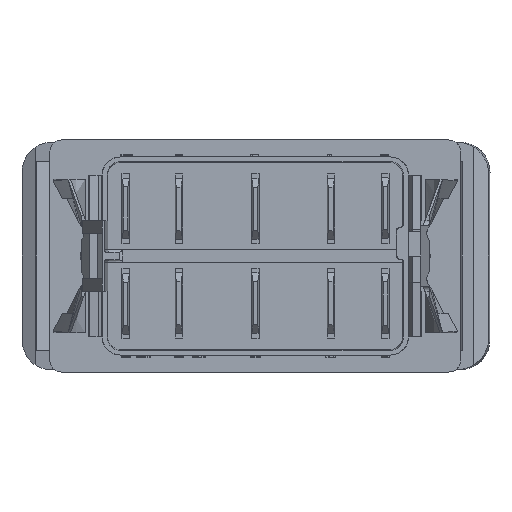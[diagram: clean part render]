
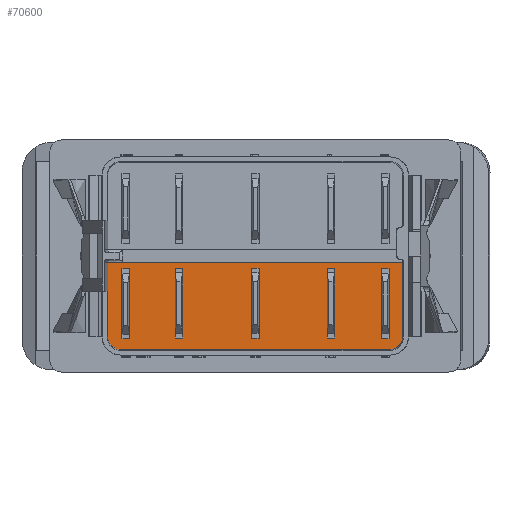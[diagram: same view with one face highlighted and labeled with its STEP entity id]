
A CAD part, front view. The second image highlights one B-rep face of the part: STEP entity #70600.
In plain terms, the highlighted planar face has unit normal (0, -1, 0).
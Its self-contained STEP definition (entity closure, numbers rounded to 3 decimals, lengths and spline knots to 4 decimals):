
#22825=DIRECTION('',(1.,0.,0.));
#22826=VECTOR('',#22825,1.1104);
#22827=CARTESIAN_POINT('',(-0.5552,-0.595,-0.3872));
#22828=LINE('',#22827,#22826);
#22829=DIRECTION('',(0.,0.,-1.));
#22830=VECTOR('',#22829,0.3072);
#22831=CARTESIAN_POINT('',(-0.6102,-0.595,-0.025));
#22832=LINE('',#22831,#22830);
#22833=DIRECTION('',(1.,0.,0.));
#22834=VECTOR('',#22833,1.2203);
#22835=CARTESIAN_POINT('',(-0.6102,-0.595,-0.025));
#22836=LINE('',#22835,#22834);
#22837=DIRECTION('',(0.,0.,1.));
#22838=VECTOR('',#22837,0.3072);
#22839=CARTESIAN_POINT('',(0.6102,-0.595,-0.3322));
#22840=LINE('',#22839,#22838);
#22841=DIRECTION('',(0.,0.,1.));
#22842=VECTOR('',#22841,0.29);
#22843=CARTESIAN_POINT('',(-0.015,-0.595,-0.34));
#22844=LINE('',#22843,#22842);
#22845=DIRECTION('',(-1.,0.,0.));
#22846=VECTOR('',#22845,0.031);
#22847=CARTESIAN_POINT('',(0.016,-0.595,-0.34));
#22848=LINE('',#22847,#22846);
#22849=DIRECTION('',(0.,0.,1.));
#22850=VECTOR('',#22849,0.29);
#22851=CARTESIAN_POINT('',(0.016,-0.595,-0.34));
#22852=LINE('',#22851,#22850);
#22853=DIRECTION('',(-1.,0.,0.));
#22854=VECTOR('',#22853,0.031);
#22855=CARTESIAN_POINT('',(0.016,-0.595,-0.05));
#22856=LINE('',#22855,#22854);
#22857=DIRECTION('',(0.,0.,1.));
#22858=VECTOR('',#22857,0.29);
#22859=CARTESIAN_POINT('',(0.297,-0.595,-0.34));
#22860=LINE('',#22859,#22858);
#22861=DIRECTION('',(-1.,0.,0.));
#22862=VECTOR('',#22861,0.031);
#22863=CARTESIAN_POINT('',(0.328,-0.595,-0.34));
#22864=LINE('',#22863,#22862);
#22865=DIRECTION('',(0.,0.,1.));
#22866=VECTOR('',#22865,0.29);
#22867=CARTESIAN_POINT('',(0.328,-0.595,-0.34));
#22868=LINE('',#22867,#22866);
#22869=DIRECTION('',(-1.,0.,0.));
#22870=VECTOR('',#22869,0.031);
#22871=CARTESIAN_POINT('',(0.328,-0.595,-0.05));
#22872=LINE('',#22871,#22870);
#22873=DIRECTION('',(0.,0.,-1.));
#22874=VECTOR('',#22873,0.29);
#22875=CARTESIAN_POINT('',(-0.301,-0.595,-0.05));
#22876=LINE('',#22875,#22874);
#22877=DIRECTION('',(1.,0.,0.));
#22878=VECTOR('',#22877,0.031);
#22879=CARTESIAN_POINT('',(-0.332,-0.595,-0.05));
#22880=LINE('',#22879,#22878);
#22881=DIRECTION('',(0.,0.,-1.));
#22882=VECTOR('',#22881,0.29);
#22883=CARTESIAN_POINT('',(-0.332,-0.595,-0.05));
#22884=LINE('',#22883,#22882);
#22885=DIRECTION('',(1.,0.,0.));
#22886=VECTOR('',#22885,0.031);
#22887=CARTESIAN_POINT('',(-0.332,-0.595,-0.34));
#22888=LINE('',#22887,#22886);
#22889=DIRECTION('',(0.,0.,-1.));
#22890=VECTOR('',#22889,0.29);
#22891=CARTESIAN_POINT('',(0.5535,-0.595,-0.052));
#22892=LINE('',#22891,#22890);
#22893=DIRECTION('',(-1.,0.,0.));
#22894=VECTOR('',#22893,0.031);
#22895=CARTESIAN_POINT('',(0.5535,-0.595,-0.052));
#22896=LINE('',#22895,#22894);
#22897=DIRECTION('',(0.,0.,-1.));
#22898=VECTOR('',#22897,0.29);
#22899=CARTESIAN_POINT('',(0.5225,-0.595,-0.052));
#22900=LINE('',#22899,#22898);
#22901=DIRECTION('',(1.,0.,0.));
#22902=VECTOR('',#22901,0.031);
#22903=CARTESIAN_POINT('',(0.5225,-0.595,-0.342));
#22904=LINE('',#22903,#22902);
#22905=DIRECTION('',(0.,0.,-1.));
#22906=VECTOR('',#22905,0.29);
#22907=CARTESIAN_POINT('',(-0.5205,-0.595,-0.053));
#22908=LINE('',#22907,#22906);
#22909=DIRECTION('',(-1.,0.,0.));
#22910=VECTOR('',#22909,0.031);
#22911=CARTESIAN_POINT('',(-0.5205,-0.595,-0.053));
#22912=LINE('',#22911,#22910);
#22913=DIRECTION('',(0.,0.,-1.));
#22914=VECTOR('',#22913,0.29);
#22915=CARTESIAN_POINT('',(-0.5515,-0.595,-0.053));
#22916=LINE('',#22915,#22914);
#22917=DIRECTION('',(1.,0.,0.));
#22918=VECTOR('',#22917,0.031);
#22919=CARTESIAN_POINT('',(-0.5515,-0.595,-0.343));
#22920=LINE('',#22919,#22918);
#22937=CARTESIAN_POINT('',(0.5552,-0.595,-0.3872));
#22938=CARTESIAN_POINT('',(0.5644,-0.595,-0.3872));
#22939=CARTESIAN_POINT('',(0.5787,-0.595,-0.3832));
#22940=CARTESIAN_POINT('',(0.5949,-0.595,-0.3719));
#22941=CARTESIAN_POINT('',(0.6062,-0.595,-0.3557));
#22942=CARTESIAN_POINT('',(0.6102,-0.595,-0.3414));
#22943=CARTESIAN_POINT('',(0.6102,-0.595,-0.3322));
#22961=CARTESIAN_POINT('',(-0.6102,-0.595,-0.3322));
#22962=CARTESIAN_POINT('',(-0.6102,-0.595,-0.3414));
#22963=CARTESIAN_POINT('',(-0.6062,-0.595,-0.3557));
#22964=CARTESIAN_POINT('',(-0.5949,-0.595,-0.3719));
#22965=CARTESIAN_POINT('',(-0.5787,-0.595,-0.3832));
#22966=CARTESIAN_POINT('',(-0.5644,-0.595,-0.3872));
#22967=CARTESIAN_POINT('',(-0.5552,-0.595,-0.3872));
#29844=CARTESIAN_POINT('',(-0.6102,-0.595,-0.025));
#29845=CARTESIAN_POINT('',(0.6102,-0.595,-0.025));
#29846=VERTEX_POINT('',#29844);
#29847=VERTEX_POINT('',#29845);
#29873=CARTESIAN_POINT('',(0.6102,-0.595,-0.3322));
#29875=VERTEX_POINT('',#29873);
#29877=CARTESIAN_POINT('',(0.5552,-0.595,-0.3872));
#29879=VERTEX_POINT('',#29877);
#29889=CARTESIAN_POINT('',(-0.5552,-0.595,-0.3872));
#29891=VERTEX_POINT('',#29889);
#29893=CARTESIAN_POINT('',(-0.6102,-0.595,-0.3322));
#29895=VERTEX_POINT('',#29893);
#32772=CARTESIAN_POINT('',(-0.015,-0.595,-0.34));
#32773=CARTESIAN_POINT('',(-0.015,-0.595,-0.05));
#32774=VERTEX_POINT('',#32772);
#32775=VERTEX_POINT('',#32773);
#32776=CARTESIAN_POINT('',(0.016,-0.595,-0.34));
#32777=CARTESIAN_POINT('',(0.016,-0.595,-0.05));
#32778=VERTEX_POINT('',#32776);
#32779=VERTEX_POINT('',#32777);
#33128=CARTESIAN_POINT('',(0.297,-0.595,-0.34));
#33129=CARTESIAN_POINT('',(0.297,-0.595,-0.05));
#33130=VERTEX_POINT('',#33128);
#33131=VERTEX_POINT('',#33129);
#33132=CARTESIAN_POINT('',(0.328,-0.595,-0.34));
#33133=CARTESIAN_POINT('',(0.328,-0.595,-0.05));
#33134=VERTEX_POINT('',#33132);
#33135=VERTEX_POINT('',#33133);
#33360=CARTESIAN_POINT('',(-0.301,-0.595,-0.05));
#33361=CARTESIAN_POINT('',(-0.301,-0.595,-0.34));
#33362=VERTEX_POINT('',#33360);
#33363=VERTEX_POINT('',#33361);
#33364=CARTESIAN_POINT('',(-0.332,-0.595,-0.05));
#33365=CARTESIAN_POINT('',(-0.332,-0.595,-0.34));
#33366=VERTEX_POINT('',#33364);
#33367=VERTEX_POINT('',#33365);
#33496=CARTESIAN_POINT('',(0.5535,-0.595,-0.052));
#33497=CARTESIAN_POINT('',(0.5535,-0.595,-0.342));
#33498=VERTEX_POINT('',#33496);
#33499=VERTEX_POINT('',#33497);
#33500=CARTESIAN_POINT('',(0.5225,-0.595,-0.052));
#33501=CARTESIAN_POINT('',(0.5225,-0.595,-0.342));
#33502=VERTEX_POINT('',#33500);
#33503=VERTEX_POINT('',#33501);
#33592=CARTESIAN_POINT('',(-0.5205,-0.595,-0.053));
#33593=CARTESIAN_POINT('',(-0.5205,-0.595,-0.343));
#33594=VERTEX_POINT('',#33592);
#33595=VERTEX_POINT('',#33593);
#33596=CARTESIAN_POINT('',(-0.5515,-0.595,-0.053));
#33597=CARTESIAN_POINT('',(-0.5515,-0.595,-0.343));
#33598=VERTEX_POINT('',#33596);
#33599=VERTEX_POINT('',#33597);
#70533=CARTESIAN_POINT('',(0.,-0.595,0.));
#70534=DIRECTION('',(0.,-1.,0.));
#70535=DIRECTION('',(1.,0.,0.));
#70536=AXIS2_PLACEMENT_3D('',#70533,#70534,#70535);
#70537=PLANE('',#70536);
#70539=ORIENTED_EDGE('',*,*,#70538,.F.);
#70541=ORIENTED_EDGE('',*,*,#70540,.F.);
#70543=ORIENTED_EDGE('',*,*,#70542,.F.);
#70545=ORIENTED_EDGE('',*,*,#70544,.F.);
#70546=ORIENTED_EDGE('',*,*,#70526,.T.);
#70547=ORIENTED_EDGE('',*,*,#70409,.F.);
#70548=EDGE_LOOP('',(#70539,#70541,#70543,#70545,#70546,#70547));
#70549=FACE_OUTER_BOUND('',#70548,.F.);
#70551=ORIENTED_EDGE('',*,*,#70550,.F.);
#70553=ORIENTED_EDGE('',*,*,#70552,.F.);
#70555=ORIENTED_EDGE('',*,*,#70554,.T.);
#70557=ORIENTED_EDGE('',*,*,#70556,.T.);
#70558=EDGE_LOOP('',(#70551,#70553,#70555,#70557));
#70559=FACE_BOUND('',#70558,.F.);
#70561=ORIENTED_EDGE('',*,*,#70560,.F.);
#70563=ORIENTED_EDGE('',*,*,#70562,.F.);
#70565=ORIENTED_EDGE('',*,*,#70564,.T.);
#70567=ORIENTED_EDGE('',*,*,#70566,.T.);
#70568=EDGE_LOOP('',(#70561,#70563,#70565,#70567));
#70569=FACE_BOUND('',#70568,.F.);
#70571=ORIENTED_EDGE('',*,*,#70570,.F.);
#70573=ORIENTED_EDGE('',*,*,#70572,.F.);
#70575=ORIENTED_EDGE('',*,*,#70574,.T.);
#70577=ORIENTED_EDGE('',*,*,#70576,.T.);
#70578=EDGE_LOOP('',(#70571,#70573,#70575,#70577));
#70579=FACE_BOUND('',#70578,.F.);
#70581=ORIENTED_EDGE('',*,*,#70580,.F.);
#70583=ORIENTED_EDGE('',*,*,#70582,.T.);
#70585=ORIENTED_EDGE('',*,*,#70584,.T.);
#70587=ORIENTED_EDGE('',*,*,#70586,.T.);
#70588=EDGE_LOOP('',(#70581,#70583,#70585,#70587));
#70589=FACE_BOUND('',#70588,.F.);
#70591=ORIENTED_EDGE('',*,*,#70590,.F.);
#70593=ORIENTED_EDGE('',*,*,#70592,.T.);
#70595=ORIENTED_EDGE('',*,*,#70594,.T.);
#70597=ORIENTED_EDGE('',*,*,#70596,.T.);
#70598=EDGE_LOOP('',(#70591,#70593,#70595,#70597));
#70599=FACE_BOUND('',#70598,.F.);
#22944=B_SPLINE_CURVE_WITH_KNOTS('',3,(#22937,#22938,#22939,#22940,#22941,
#22942,#22943),.UNSPECIFIED.,.F.,.F.,(4,1,1,1,4),(0.,0.25,0.5,0.75,
1.),.UNSPECIFIED.);
#22968=B_SPLINE_CURVE_WITH_KNOTS('',3,(#22961,#22962,#22963,#22964,#22965,
#22966,#22967),.UNSPECIFIED.,.F.,.F.,(4,1,1,1,4),(0.,0.25,0.5,0.75,
1.),.UNSPECIFIED.);
#70409=EDGE_CURVE('',#29875,#29847,#22840,.T.);
#70526=EDGE_CURVE('',#29846,#29847,#22836,.T.);
#70538=EDGE_CURVE('',#29879,#29875,#22944,.T.);
#70540=EDGE_CURVE('',#29891,#29879,#22828,.T.);
#70542=EDGE_CURVE('',#29895,#29891,#22968,.T.);
#70544=EDGE_CURVE('',#29846,#29895,#22832,.T.);
#70550=EDGE_CURVE('',#32774,#32775,#22844,.T.);
#70552=EDGE_CURVE('',#32778,#32774,#22848,.T.);
#70554=EDGE_CURVE('',#32778,#32779,#22852,.T.);
#70556=EDGE_CURVE('',#32779,#32775,#22856,.T.);
#70560=EDGE_CURVE('',#33130,#33131,#22860,.T.);
#70562=EDGE_CURVE('',#33134,#33130,#22864,.T.);
#70564=EDGE_CURVE('',#33134,#33135,#22868,.T.);
#70566=EDGE_CURVE('',#33135,#33131,#22872,.T.);
#70570=EDGE_CURVE('',#33362,#33363,#22876,.T.);
#70572=EDGE_CURVE('',#33366,#33362,#22880,.T.);
#70574=EDGE_CURVE('',#33366,#33367,#22884,.T.);
#70576=EDGE_CURVE('',#33367,#33363,#22888,.T.);
#70580=EDGE_CURVE('',#33498,#33499,#22892,.T.);
#70582=EDGE_CURVE('',#33498,#33502,#22896,.T.);
#70584=EDGE_CURVE('',#33502,#33503,#22900,.T.);
#70586=EDGE_CURVE('',#33503,#33499,#22904,.T.);
#70590=EDGE_CURVE('',#33594,#33595,#22908,.T.);
#70592=EDGE_CURVE('',#33594,#33598,#22912,.T.);
#70594=EDGE_CURVE('',#33598,#33599,#22916,.T.);
#70596=EDGE_CURVE('',#33599,#33595,#22920,.T.);
#70600=ADVANCED_FACE('',(#70549,#70559,#70569,#70579,#70589,#70599),#70537,.T.);
